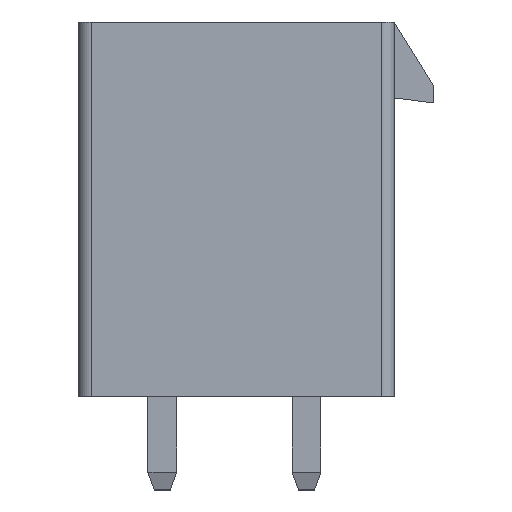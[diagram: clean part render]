
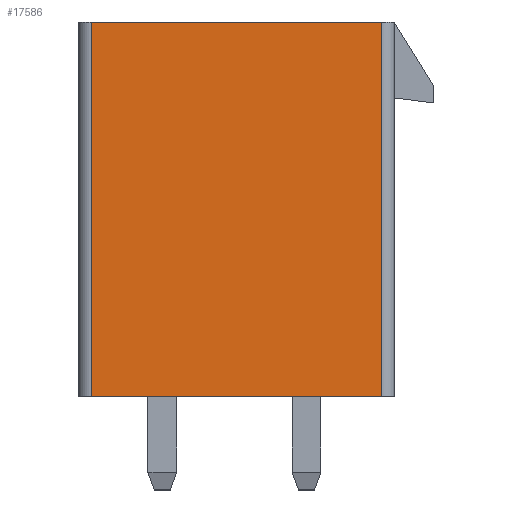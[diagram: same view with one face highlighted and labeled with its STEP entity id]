
A CAD part, left-side view. The second image highlights one B-rep face of the part: STEP entity #17586.
In plain terms, the highlighted face is planar.
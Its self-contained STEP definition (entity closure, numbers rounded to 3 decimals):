
#725=ORIENTED_EDGE('',*,*,#4174,.F.);
#726=ORIENTED_EDGE('',*,*,#4066,.F.);
#727=ORIENTED_EDGE('',*,*,#4175,.T.);
#728=ORIENTED_EDGE('',*,*,#4072,.T.);
#4066=EDGE_CURVE('',#5787,#5788,#6984,.T.);
#4072=EDGE_CURVE('',#5790,#5793,#6987,.T.);
#4174=EDGE_CURVE('',#5788,#5793,#7089,.T.);
#4175=EDGE_CURVE('',#5787,#5790,#7090,.T.);
#5787=VERTEX_POINT('',#22935);
#5788=VERTEX_POINT('',#22937);
#5790=VERTEX_POINT('',#22943);
#5793=VERTEX_POINT('',#22948);
#6984=LINE('',#22936,#8688);
#6987=LINE('',#22949,#8691);
#7089=LINE('',#23150,#8793);
#7090=LINE('',#23151,#8794);
#8688=VECTOR('',#19488,1000.);
#8691=VECTOR('',#19499,1000.);
#8793=VECTOR('',#19675,1000.);
#8794=VECTOR('',#19676,1000.);
#10262=EDGE_LOOP('',(#725,#726,#727,#728));
#11045=FACE_BOUND('',#10262,.T.);
#11821=PLANE('',#18333);
#17586=ADVANCED_FACE('',(#11045),#11821,.T.);
#18333=AXIS2_PLACEMENT_3D('',#23149,#19673,#19674);
#19488=DIRECTION('',(0.,-1.,0.));
#19499=DIRECTION('',(0.,-1.,0.));
#19673=DIRECTION('',(1.,0.,0.));
#19674=DIRECTION('',(0.,0.,-1.));
#19675=DIRECTION('',(0.,0.,1.));
#19676=DIRECTION('',(0.,0.,1.));
#22935=CARTESIAN_POINT('',(17.425,14.8,-5.74));
#22936=CARTESIAN_POINT('',(17.425,14.8,-5.74));
#22937=CARTESIAN_POINT('',(17.425,0.,-5.74));
#22943=CARTESIAN_POINT('',(17.425,14.8,5.74));
#22948=CARTESIAN_POINT('',(17.425,0.,5.74));
#22949=CARTESIAN_POINT('',(17.425,14.8,5.74));
#23149=CARTESIAN_POINT('',(17.425,14.8,-6.24));
#23150=CARTESIAN_POINT('',(17.425,0.,-6.24));
#23151=CARTESIAN_POINT('',(17.425,14.8,-6.24));
